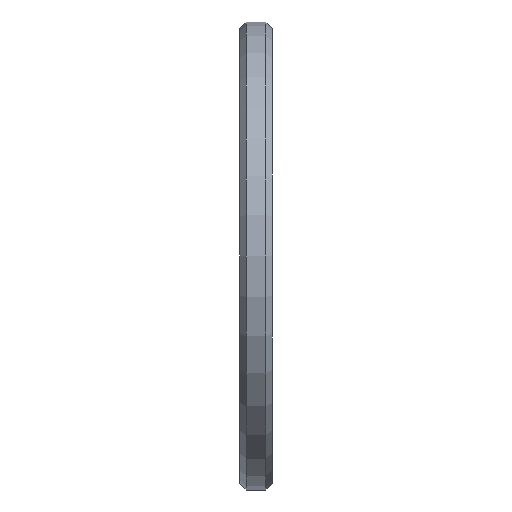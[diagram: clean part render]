
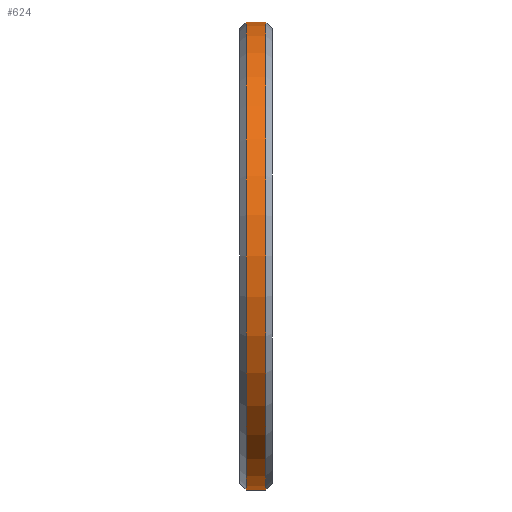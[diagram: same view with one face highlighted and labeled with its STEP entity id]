
A CAD part, front view. The second image highlights one B-rep face of the part: STEP entity #624.
In plain terms, the highlighted cylindrical face has radius 9.525 mm (diameter 19.05 mm), a partial arc.
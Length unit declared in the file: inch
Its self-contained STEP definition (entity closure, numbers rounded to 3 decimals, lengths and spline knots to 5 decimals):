
#165 = DIRECTION ( 'NONE',  ( 1., 0., 0. ) ) ;
#209 = DIRECTION ( 'NONE',  ( 0., 0., 1. ) ) ;
#261 = CARTESIAN_POINT ( 'NONE',  ( 0.042, 0., 0. ) ) ;
#270 = AXIS2_PLACEMENT_3D ( 'NONE', #757, #1085, #209 ) ;
#295 = FACE_OUTER_BOUND ( 'NONE', #849, .T. ) ;
#297 = CARTESIAN_POINT ( 'NONE',  ( 0., 0., 0. ) ) ;
#330 = VERTEX_POINT ( 'NONE', #1042 ) ;
#347 = EDGE_CURVE ( 'NONE', #443, #330, #848, .T. ) ;
#363 = EDGE_CURVE ( 'NONE', #583, #330, #372, .T. ) ;
#372 = LINE ( 'NONE', #728, #725 ) ;
#375 = CARTESIAN_POINT ( 'NONE',  ( 0.01, 0., -0.375 ) ) ;
#393 = AXIS2_PLACEMENT_3D ( 'NONE', #297, #925, #478 ) ;
#443 = VERTEX_POINT ( 'NONE', #449 ) ;
#449 = CARTESIAN_POINT ( 'NONE',  ( 0.042, 0., -0.375 ) ) ;
#478 = DIRECTION ( 'NONE',  ( 0., 0., -1. ) ) ;
#541 = DIRECTION ( 'NONE',  ( 0., 0., -1. ) ) ;
#543 = VECTOR ( 'NONE', #780, 39.37008 ) ;
#583 = VERTEX_POINT ( 'NONE', #641 ) ;
#616 = CARTESIAN_POINT ( 'NONE',  ( 0., 0., -0.375 ) ) ;
#624 = ADVANCED_FACE ( 'NONE', ( #295 ), #732, .T. ) ;
#631 = AXIS2_PLACEMENT_3D ( 'NONE', #261, #790, #541 ) ;
#641 = CARTESIAN_POINT ( 'NONE',  ( 0.01, 0., 0.375 ) ) ;
#692 = ORIENTED_EDGE ( 'NONE', *, *, #347, .T. ) ;
#716 = VERTEX_POINT ( 'NONE', #375 ) ;
#725 = VECTOR ( 'NONE', #165, 39.37008 ) ;
#728 = CARTESIAN_POINT ( 'NONE',  ( 0., 0., 0.375 ) ) ;
#732 = CYLINDRICAL_SURFACE ( 'NONE', #393, 0.375 ) ;
#757 = CARTESIAN_POINT ( 'NONE',  ( 0.01, 0., 0. ) ) ;
#780 = DIRECTION ( 'NONE',  ( 1., 0., 0. ) ) ;
#790 = DIRECTION ( 'NONE',  ( -1., 0., 0. ) ) ;
#825 = ORIENTED_EDGE ( 'NONE', *, *, #917, .T. ) ;
#848 = CIRCLE ( 'NONE', #631, 0.375 ) ;
#849 = EDGE_LOOP ( 'NONE', ( #877, #923, #825, #692 ) ) ;
#877 = ORIENTED_EDGE ( 'NONE', *, *, #363, .F. ) ;
#917 = EDGE_CURVE ( 'NONE', #716, #443, #1090, .T. ) ;
#923 = ORIENTED_EDGE ( 'NONE', *, *, #1100, .T. ) ;
#925 = DIRECTION ( 'NONE',  ( 1., 0., 0. ) ) ;
#1042 = CARTESIAN_POINT ( 'NONE',  ( 0.042, 0., 0.375 ) ) ;
#1085 = DIRECTION ( 'NONE',  ( 1., 0., 0. ) ) ;
#1090 = LINE ( 'NONE', #616, #543 ) ;
#1100 = EDGE_CURVE ( 'NONE', #583, #716, #1149, .T. ) ;
#1149 = CIRCLE ( 'NONE', #270, 0.375 ) ;
